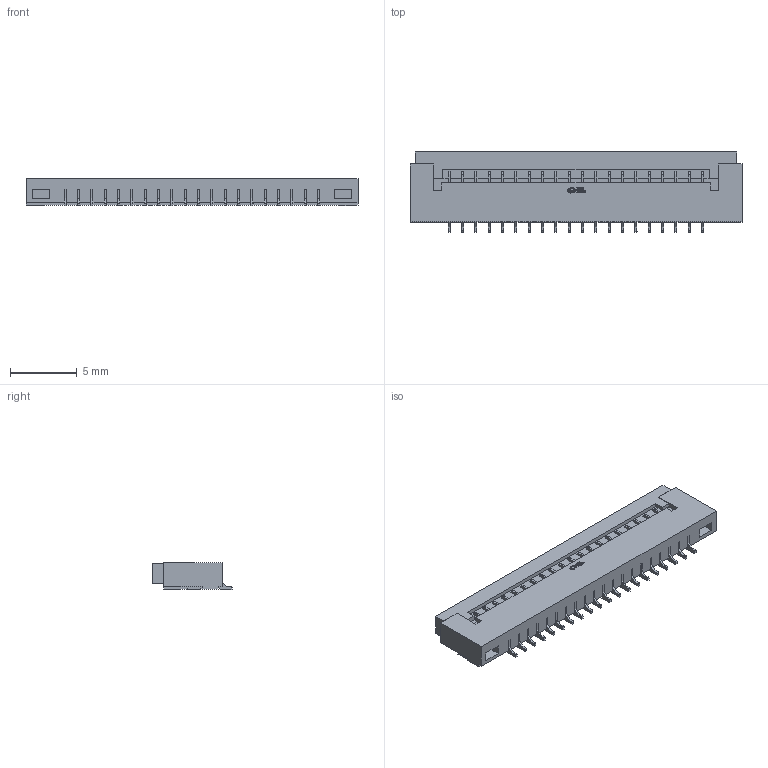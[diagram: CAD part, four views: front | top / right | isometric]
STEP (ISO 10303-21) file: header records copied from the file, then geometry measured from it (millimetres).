
FILE_DESCRIPTION(/* description */ ('Designed by EasyEDA Pro'),/* implementation_level */ '2;1');
FILE_NAME(/* name */ 'FPC_1.0_FL_1X20P_WT.step',/* time_stamp */ '2025-04-23T15:56:10+08:00',/* author */ (''),/* organization */ (''),/* preprocessor_version */ 'ST-DEVELOPER v20.1',/* originating_system */ 'Autodesk Translation Framework v14.4.0.0',/* authorisation */ '');
FILE_SCHEMA (('AUTOMOTIVE_DESIGN { 1 0 10303 214 3 1 1 }'));
Length unit declared in the file: millimetre
Products named in the file (3): IFNV-PCBModel; IFNV-Board; IFNV-U1-FPC-SMD_20P-P1.00_HCTL_XW10202-20R-00
Assembly tree (2 placements, depth 2):
  IFNV-PCBModel
    IFNV-Board
    IFNV-U1-FPC-SMD_20P-P1.00_HCTL_XW10202-20R-00
Bounding box: 24.9 x 6 x 2.04 mm (x, y, z)
Volume: 179.2 mm3; surface area: 599.2 mm2
Topology: 1 solids, 1 shells, 807 faces, 2329 edges, 1526 vertices
Faces by surface type: plane 667, bspline 98, cylinder 42
Entity records: 27521 total; most frequent: CARTESIAN_POINT 5691, ORIENTED_EDGE 4658, DIRECTION 3825, EDGE_CURVE 2329, LINE 2049, VECTOR 2049, VERTEX_POINT 1526, AXIS2_PLACEMENT_3D 888
